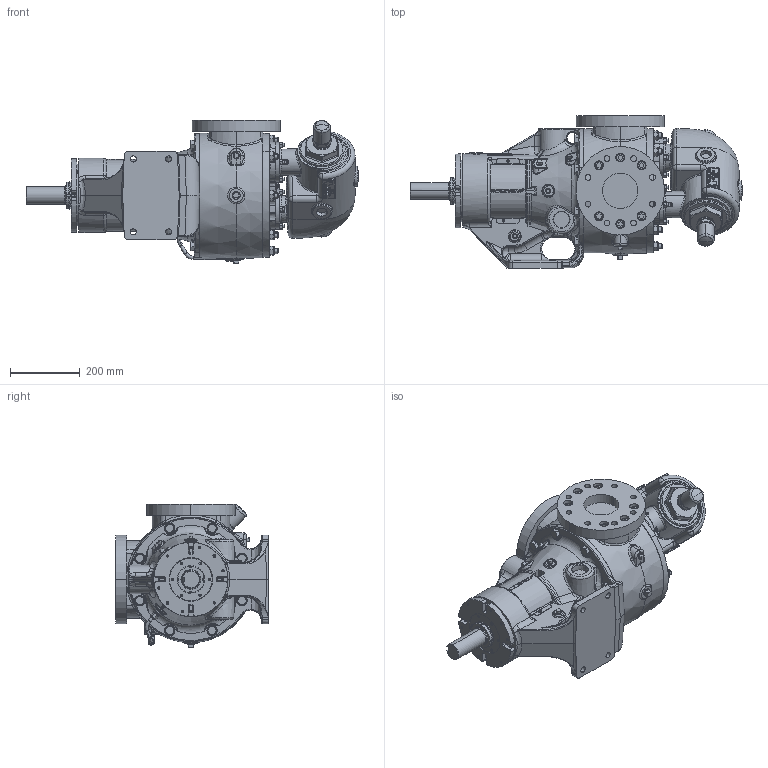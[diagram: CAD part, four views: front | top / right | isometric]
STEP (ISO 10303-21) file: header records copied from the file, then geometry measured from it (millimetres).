
FILE_DESCRIPTION (( 'STEP AP214' ), '1' );
FILE_NAME ('QV-2350.step', '2025-12-05T18:50:52', ( '' ), ( '' ), 'SwSTEP 2.0', 'SolidWorks 2024', '' );
FILE_SCHEMA (( 'AUTOMOTIVE_DESIGN' ));
Length unit declared in the file: inch
Products named in the file (1): QV-2350
Bounding box: 952.48 x 438.15 x 412.01 mm (x, y, z)
Volume: 47775979.9 mm3; surface area: 1699941.9 mm2
Topology: 1 solids, 1 shells, 5105 faces, 12935 edges, 8017 vertices
Faces by surface type: bspline 1684, plane 1677, cylinder 768, cone 733, torus 159, sphere 84
Entity records: 241363 total; most frequent: CARTESIAN_POINT 132582, ORIENTED_EDGE 25480, DIRECTION 17924, EDGE_CURVE 12740, VERTEX_POINT 8010, AXIS2_PLACEMENT_3D 6321, EDGE_LOOP 5518, VECTOR 5282
